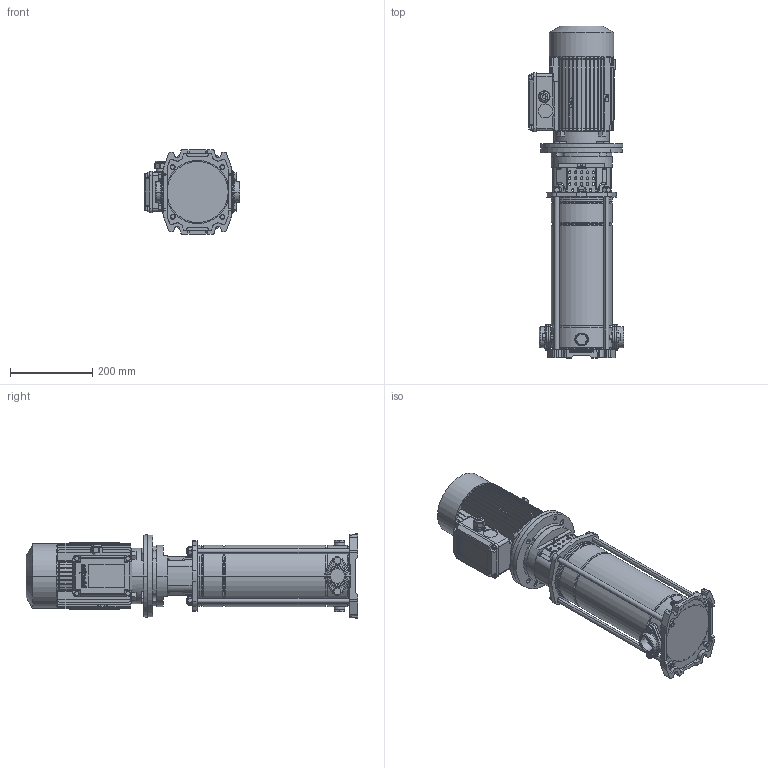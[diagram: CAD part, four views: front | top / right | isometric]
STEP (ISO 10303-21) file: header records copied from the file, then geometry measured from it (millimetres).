
FILE_DESCRIPTION (( 'STEP AP214' ), '1' );
FILE_NAME ('10008484swa01.step', '2021-06-29T15:36:43', ( '' ), ( '' ), 'SwSTEP 2.0', 'SolidWorks 2020', '' );
FILE_SCHEMA (( 'AUTOMOTIVE_DESIGN' ));
Length unit declared in the file: millimetre
Products named in the file (15): 10007431swp00_Flangia mot. 90; 10008489swp00_LAVORATO; 10007641swp00; 10007654swp00; 10000005swn00_M12 õ; 10007646swp00_MXV 25-310 O; 10008484swa01; 10008798swn00_OR3181 - 45.69x2.62 - NBR; 4_92_266_REV00; 10007576swa00_M80L; 10000015swn00_M10x20 A2; 10007568swp00_M80 B5-De200; 10007653swp00_M12X417; 10007570swp00_80 L SZ; 10007670swn00_M20x1.5
Assembly tree (26 placements, depth 3):
  10008484swa01
    10007641swp00
    10007646swp00_MXV 25-310 O
    10007654swp00
    10007431swp00_Flangia mot. 90
    10007653swp00_M12X417  x4
    10000005swn00_M12 õ  x4
    4_92_266_REV00  x2
    10007576swa00_M80L
      10007568swp00_M80 B5-De200
      10007570swp00_80 L SZ
      10007670swn00_M20x1.5
    10008798swn00_OR3181 - 45.69x2.62 - NBR  x2
    10008489swp00_LAVORATO  x2
    10000015swn00_M10x20 A2  x4
Bounding box: 233.2 x 808.5 x 205 mm (x, y, z)
Volume: 14002794.3 mm3; surface area: 1199588.3 mm2
Topology: 27 solids, 28 shells, 2436 faces, 6260 edges, 3974 vertices
Faces by surface type: plane 1223, cylinder 648, cone 317, torus 120, bspline 120, sphere 8
Entity records: 68683 total; most frequent: CARTESIAN_POINT 16350, ORIENTED_EDGE 10868, DIRECTION 10286, EDGE_CURVE 5434, AXIS2_PLACEMENT_3D 3555, VERTEX_POINT 3483, VECTOR 3176, LINE 3176
